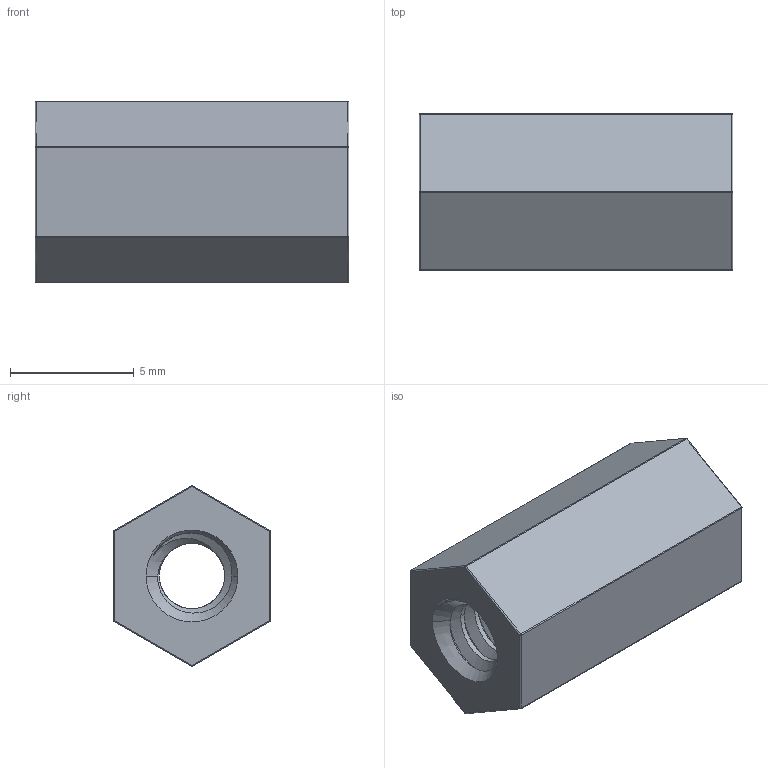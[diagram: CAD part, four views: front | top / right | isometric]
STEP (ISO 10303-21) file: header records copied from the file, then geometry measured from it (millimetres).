
FILE_DESCRIPTION((''),'2;1');
FILE_NAME('001_STANDOFF_MASTER','2021-01-26T',('SYSTEM'),(''),'PRO/ENGINEER BY PARAMETRIC TECHNOLOGY CORPORATION, 2016360','PRO/ENGINEER BY PARAMETRIC TECHNOLOGY CORPORATION, 2016360','');
FILE_SCHEMA(('AUTOMOTIVE_DESIGN { 1 0 10303 214 1 1 1 1 }'));
Length unit declared in the file: inch
Products named in the file (1): 001_STANDOFF_MASTER
Bounding box: 12.7 x 6.35 x 7.32 mm (x, y, z)
Volume: 349.5 mm3; surface area: 527 mm2
Topology: 1 solids, 1 shells, 85 faces, 205 edges, 122 vertices
Faces by surface type: cylinder 46, bspline 15, sphere 12, plane 8, cone 4
Entity records: 7046 total; most frequent: CARTESIAN_POINT 5044, ORIENTED_EDGE 410, DIRECTION 299, EDGE_CURVE 205, VERTEX_POINT 122, AXIS2_PLACEMENT_3D 112, COLOUR_RGB 110, B_SPLINE_CURVE_WITH_KNOTS 88
